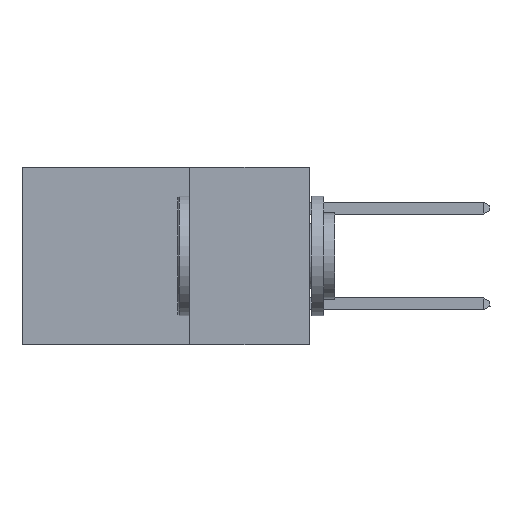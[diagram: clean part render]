
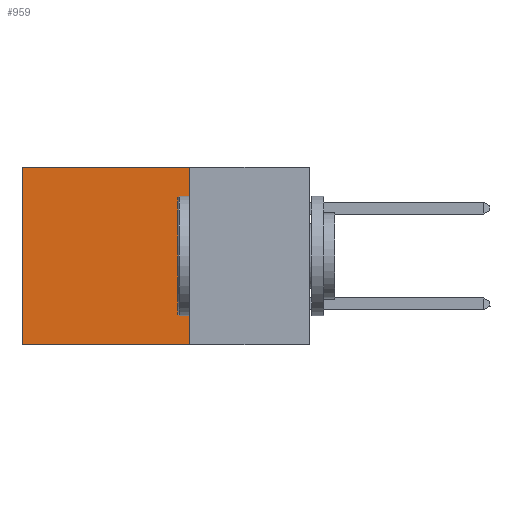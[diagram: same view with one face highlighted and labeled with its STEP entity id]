
A CAD part, left-side view. The second image highlights one B-rep face of the part: STEP entity #959.
In plain terms, the highlighted planar face has unit normal (-1, 0, 0).
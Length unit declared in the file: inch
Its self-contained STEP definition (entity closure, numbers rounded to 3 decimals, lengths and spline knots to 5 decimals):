
#596 = VERTEX_POINT ( 'NONE', #10129 ) ;
#690 = PLANE ( 'NONE',  #9565 ) ;
#887 = LINE ( 'NONE', #7926, #10637 ) ;
#899 = EDGE_CURVE ( 'NONE', #9411, #4663, #8735, .T. ) ;
#905 = EDGE_CURVE ( 'NONE', #6178, #596, #887, .T. ) ;
#959 = ADVANCED_FACE ( 'NONE', ( #10052 ), #690, .F. ) ;
#1359 = CARTESIAN_POINT ( 'NONE',  ( 0.2875, 0.25, 0. ) ) ;
#1675 = EDGE_CURVE ( 'NONE', #9411, #6178, #6769, .T. ) ;
#1934 = EDGE_CURVE ( 'NONE', #4663, #596, #12615, .T. ) ;
#2051 = ORIENTED_EDGE ( 'NONE', *, *, #1934, .F. ) ;
#2428 = DIRECTION ( 'NONE',  ( 0., 0., -1. ) ) ;
#2970 = ORIENTED_EDGE ( 'NONE', *, *, #899, .F. ) ;
#3429 = VECTOR ( 'NONE', #2428, 39.37008 ) ;
#4076 = ORIENTED_EDGE ( 'NONE', *, *, #905, .T. ) ;
#4262 = EDGE_LOOP ( 'NONE', ( #4076, #2051, #2970, #6044 ) ) ;
#4522 = CARTESIAN_POINT ( 'NONE',  ( 0.2875, 0.25, 0. ) ) ;
#4663 = VERTEX_POINT ( 'NONE', #12639 ) ;
#4986 = DIRECTION ( 'NONE',  ( 0., 1., 0. ) ) ;
#5890 = DIRECTION ( 'NONE',  ( 1., 0., 0. ) ) ;
#5907 = CARTESIAN_POINT ( 'NONE',  ( 0.2875, 0.25, 0. ) ) ;
#6044 = ORIENTED_EDGE ( 'NONE', *, *, #1675, .T. ) ;
#6178 = VERTEX_POINT ( 'NONE', #7346 ) ;
#6769 = LINE ( 'NONE', #12587, #11491 ) ;
#7297 = DIRECTION ( 'NONE',  ( 0., 0., -1. ) ) ;
#7346 = CARTESIAN_POINT ( 'NONE',  ( 0.2875, 0.6, 0. ) ) ;
#7926 = CARTESIAN_POINT ( 'NONE',  ( 0.2875, 0.6, 0. ) ) ;
#8119 = DIRECTION ( 'NONE',  ( 0., 0., -1. ) ) ;
#8735 = LINE ( 'NONE', #4522, #3429 ) ;
#9411 = VERTEX_POINT ( 'NONE', #1359 ) ;
#9565 = AXIS2_PLACEMENT_3D ( 'NONE', #5907, #5890, #8119 ) ;
#10052 = FACE_OUTER_BOUND ( 'NONE', #4262, .T. ) ;
#10129 = CARTESIAN_POINT ( 'NONE',  ( 0.2875, 0.6, -0.37 ) ) ;
#10164 = VECTOR ( 'NONE', #10667, 39.37008 ) ;
#10199 = CARTESIAN_POINT ( 'NONE',  ( 0.2875, 0.25, -0.37 ) ) ;
#10637 = VECTOR ( 'NONE', #7297, 39.37008 ) ;
#10667 = DIRECTION ( 'NONE',  ( 0., 1., 0. ) ) ;
#11491 = VECTOR ( 'NONE', #4986, 39.37008 ) ;
#12587 = CARTESIAN_POINT ( 'NONE',  ( 0.2875, 0.25, 0. ) ) ;
#12615 = LINE ( 'NONE', #10199, #10164 ) ;
#12639 = CARTESIAN_POINT ( 'NONE',  ( 0.2875, 0.25, -0.37 ) ) ;
